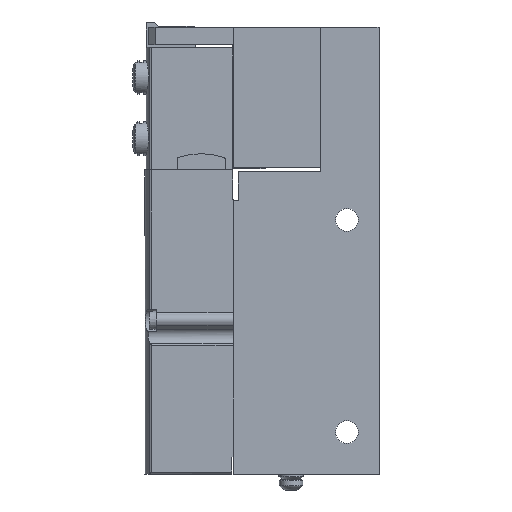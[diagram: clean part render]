
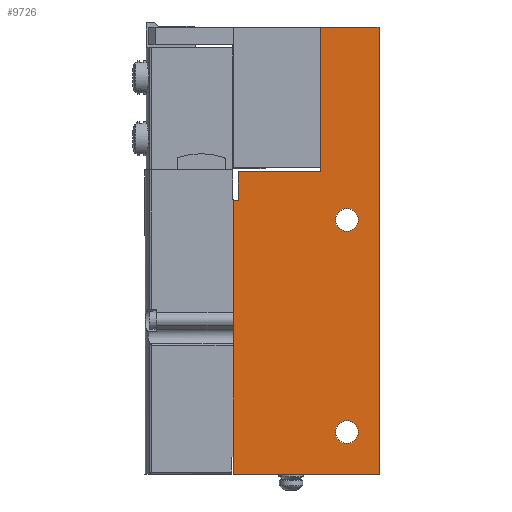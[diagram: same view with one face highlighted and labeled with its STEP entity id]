
A CAD part, left-side view. The second image highlights one B-rep face of the part: STEP entity #9726.
In plain terms, the highlighted planar face has unit normal (-1, 0, 0).
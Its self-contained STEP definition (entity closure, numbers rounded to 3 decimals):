
#374=LINE('',#14540,#1269);
#377=LINE('',#14546,#1272);
#380=LINE('',#14556,#1275);
#385=LINE('',#14568,#1280);
#387=LINE('',#14578,#1282);
#392=LINE('',#14588,#1287);
#396=LINE('',#14596,#1291);
#399=LINE('',#14604,#1294);
#1269=VECTOR('',#11522,1000.);
#1272=VECTOR('',#11527,1000.);
#1275=VECTOR('',#11536,1000.);
#1280=VECTOR('',#11545,1000.);
#1282=VECTOR('',#11555,1000.);
#1287=VECTOR('',#11562,1000.);
#1291=VECTOR('',#11568,1000.);
#1294=VECTOR('',#11575,1000.);
#2210=ORIENTED_EDGE('',*,*,#4932,.T.);
#2211=ORIENTED_EDGE('',*,*,#4933,.T.);
#2212=ORIENTED_EDGE('',*,*,#4897,.F.);
#2213=ORIENTED_EDGE('',*,*,#4929,.F.);
#2214=ORIENTED_EDGE('',*,*,#4925,.F.);
#2215=ORIENTED_EDGE('',*,*,#4921,.F.);
#2216=ORIENTED_EDGE('',*,*,#4916,.F.);
#2217=ORIENTED_EDGE('',*,*,#4911,.F.);
#2218=ORIENTED_EDGE('',*,*,#4905,.F.);
#2219=ORIENTED_EDGE('',*,*,#4900,.F.);
#4897=EDGE_CURVE('',#6262,#6263,#374,.T.);
#4900=EDGE_CURVE('',#6263,#6265,#377,.T.);
#4905=EDGE_CURVE('',#6265,#6269,#380,.T.);
#4911=EDGE_CURVE('',#6269,#6274,#385,.T.);
#4916=EDGE_CURVE('',#6274,#6278,#387,.T.);
#4921=EDGE_CURVE('',#6278,#6282,#392,.T.);
#4925=EDGE_CURVE('',#6282,#6285,#396,.T.);
#4929=EDGE_CURVE('',#6285,#6262,#399,.T.);
#4932=EDGE_CURVE('',#6289,#6289,#7228,.T.);
#4933=EDGE_CURVE('',#6290,#6290,#7229,.T.);
#6262=VERTEX_POINT('',#14539);
#6263=VERTEX_POINT('',#14541);
#6265=VERTEX_POINT('',#14547);
#6269=VERTEX_POINT('',#14557);
#6274=VERTEX_POINT('',#14569);
#6278=VERTEX_POINT('',#14579);
#6282=VERTEX_POINT('',#14589);
#6285=VERTEX_POINT('',#14597);
#6289=VERTEX_POINT('',#14610);
#6290=VERTEX_POINT('',#14612);
#7228=CIRCLE('',#10469,2.75);
#7229=CIRCLE('',#10470,2.75);
#7654=EDGE_LOOP('',(#2210));
#7655=EDGE_LOOP('',(#2211));
#7656=EDGE_LOOP('',(#2212,#2213,#2214,#2215,#2216,#2217,#2218,#2219));
#8493=FACE_BOUND('',#7654,.T.);
#8494=FACE_BOUND('',#7655,.T.);
#8495=FACE_BOUND('',#7656,.T.);
#9333=PLANE('',#10468);
#9726=ADVANCED_FACE('',(#8493,#8494,#8495),#9333,.F.);
#10468=AXIS2_PLACEMENT_3D('',#14608,#11578,#11579);
#10469=AXIS2_PLACEMENT_3D('',#14609,#11580,#11581);
#10470=AXIS2_PLACEMENT_3D('',#14611,#11582,#11583);
#11522=DIRECTION('',(0.,0.,1.));
#11527=DIRECTION('',(0.,-1.,0.));
#11536=DIRECTION('',(0.,0.,-1.));
#11545=DIRECTION('',(0.,1.,0.));
#11555=DIRECTION('',(0.,0.,1.));
#11562=DIRECTION('',(0.,-1.,0.));
#11568=DIRECTION('',(0.,0.,1.));
#11575=DIRECTION('',(0.,-1.,0.));
#11578=DIRECTION('',(1.,0.,0.));
#11579=DIRECTION('',(0.,0.,-1.));
#11580=DIRECTION('',(1.,0.,0.));
#11581=DIRECTION('',(0.,0.,-1.));
#11582=DIRECTION('',(1.,0.,0.));
#11583=DIRECTION('',(0.,0.,-1.));
#14539=CARTESIAN_POINT('',(-24.4,14.05,36.7));
#14540=CARTESIAN_POINT('',(-24.4,14.05,36.7));
#14541=CARTESIAN_POINT('',(-24.4,14.05,71.4));
#14546=CARTESIAN_POINT('',(-24.4,14.05,71.4));
#14547=CARTESIAN_POINT('',(-24.4,0.,71.4));
#14556=CARTESIAN_POINT('',(-24.4,0.,71.4));
#14557=CARTESIAN_POINT('',(-24.4,0.,-35.9));
#14568=CARTESIAN_POINT('',(-24.4,0.,-35.9));
#14569=CARTESIAN_POINT('',(-24.4,35.,-35.9));
#14578=CARTESIAN_POINT('',(-24.4,35.,-35.9));
#14579=CARTESIAN_POINT('',(-24.4,35.,29.75));
#14588=CARTESIAN_POINT('',(-24.4,35.,29.75));
#14589=CARTESIAN_POINT('',(-24.4,33.75,29.75));
#14596=CARTESIAN_POINT('',(-24.4,33.75,29.75));
#14597=CARTESIAN_POINT('',(-24.4,33.75,36.7));
#14604=CARTESIAN_POINT('',(-24.4,33.75,36.7));
#14608=CARTESIAN_POINT('',(-24.4,0.,0.));
#14609=CARTESIAN_POINT('',(-24.4,7.7,25.1));
#14610=CARTESIAN_POINT('',(-24.4,7.7,22.35));
#14611=CARTESIAN_POINT('',(-24.4,7.7,-25.8));
#14612=CARTESIAN_POINT('',(-24.4,7.7,-28.55));
